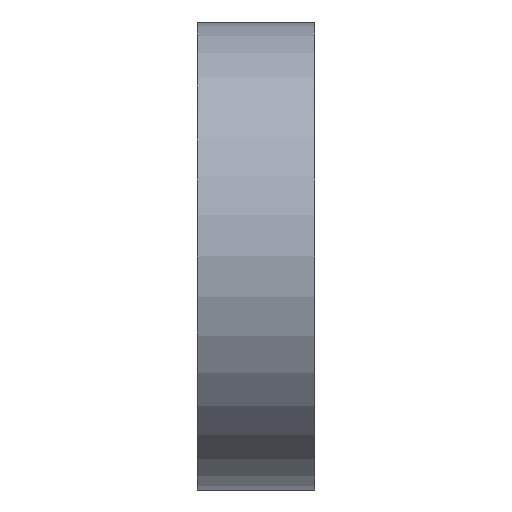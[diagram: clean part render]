
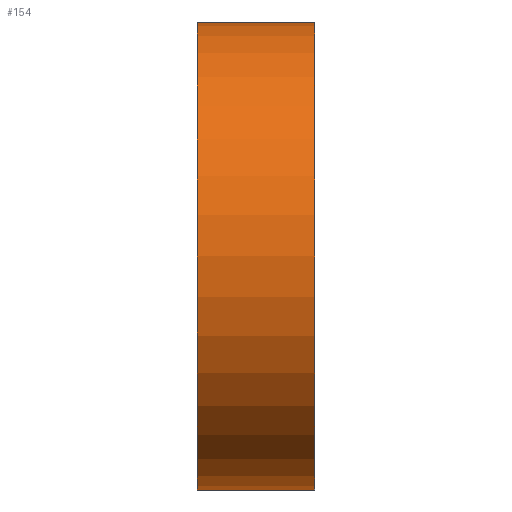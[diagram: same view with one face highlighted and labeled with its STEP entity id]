
A CAD part, front view. The second image highlights one B-rep face of the part: STEP entity #154.
In plain terms, the highlighted cylindrical face has radius 6 mm (diameter 12 mm), a partial arc.
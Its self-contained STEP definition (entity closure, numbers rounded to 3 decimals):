
#36=FACE_OUTER_BOUND('',#44,.T.);
#44=EDGE_LOOP('',(#129,#130,#131,#132));
#54=LINE('',#263,#64);
#60=LINE('',#278,#70);
#64=VECTOR('',#214,10.);
#70=VECTOR('',#228,10.);
#77=CIRCLE('',#185,6.);
#78=CIRCLE('',#186,6.);
#84=VERTEX_POINT('',#260);
#85=VERTEX_POINT('',#262);
#89=VERTEX_POINT('',#274);
#90=VERTEX_POINT('',#276);
#98=EDGE_CURVE('',#84,#85,#54,.T.);
#106=EDGE_CURVE('',#89,#90,#60,.T.);
#107=EDGE_CURVE('',#84,#89,#77,.T.);
#108=EDGE_CURVE('',#85,#90,#78,.T.);
#129=ORIENTED_EDGE('',*,*,#107,.T.);
#130=ORIENTED_EDGE('',*,*,#106,.T.);
#131=ORIENTED_EDGE('',*,*,#108,.F.);
#132=ORIENTED_EDGE('',*,*,#98,.F.);
#148=CYLINDRICAL_SURFACE('',#184,6.);
#154=ADVANCED_FACE('',(#36),#148,.T.);
#184=AXIS2_PLACEMENT_3D('',#279,#229,#230);
#185=AXIS2_PLACEMENT_3D('',#280,#231,#232);
#186=AXIS2_PLACEMENT_3D('',#281,#233,#234);
#214=DIRECTION('',(1.,0.,0.));
#228=DIRECTION('',(1.,0.,0.));
#229=DIRECTION('center_axis',(1.,0.,0.));
#230=DIRECTION('ref_axis',(0.,-0.707,0.707));
#231=DIRECTION('center_axis',(1.,0.,0.));
#232=DIRECTION('ref_axis',(0.,1.,0.));
#233=DIRECTION('center_axis',(1.,0.,0.));
#234=DIRECTION('ref_axis',(0.,1.,0.));
#260=CARTESIAN_POINT('',(42.,40.,22.));
#262=CARTESIAN_POINT('',(45.,40.,22.));
#263=CARTESIAN_POINT('',(42.,40.,22.));
#274=CARTESIAN_POINT('',(42.,34.,16.));
#276=CARTESIAN_POINT('',(45.,34.,16.));
#278=CARTESIAN_POINT('',(42.,34.,16.));
#279=CARTESIAN_POINT('Origin',(42.,34.,22.));
#280=CARTESIAN_POINT('Origin',(42.,34.,22.));
#281=CARTESIAN_POINT('Origin',(45.,34.,22.));
